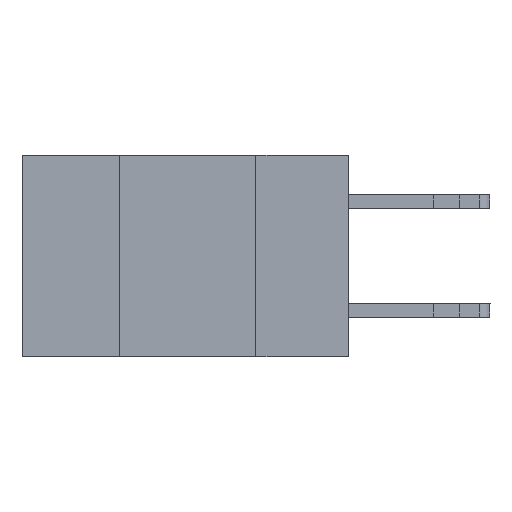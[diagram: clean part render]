
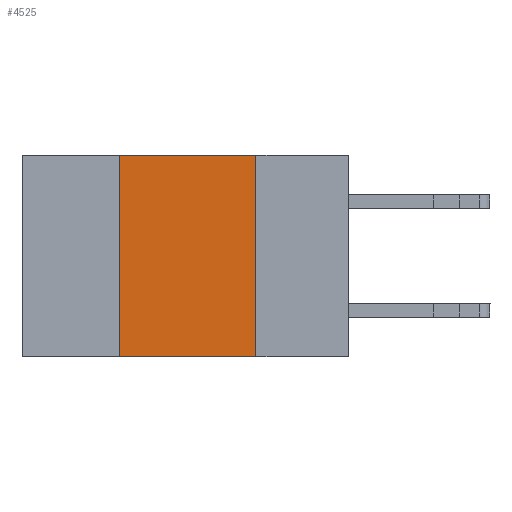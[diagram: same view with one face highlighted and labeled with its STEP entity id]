
A CAD part, left-side view. The second image highlights one B-rep face of the part: STEP entity #4525.
In plain terms, the highlighted planar face has unit normal (-1, 0, 0).
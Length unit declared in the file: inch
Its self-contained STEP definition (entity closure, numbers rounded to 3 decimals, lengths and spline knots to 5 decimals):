
#304 = ORIENTED_EDGE ( 'NONE', *, *, #8111, .F. ) ;
#319 = EDGE_CURVE ( 'NONE', #7464, #4972, #6245, .T. ) ;
#514 = ORIENTED_EDGE ( 'NONE', *, *, #8470, .F. ) ;
#583 = DIRECTION ( 'NONE',  ( 0., 0., -1. ) ) ;
#589 = DIRECTION ( 'NONE',  ( 1., 0., 0. ) ) ;
#651 = CARTESIAN_POINT ( 'NONE',  ( 0., 0.6, 0. ) ) ;
#672 = PLANE ( 'NONE',  #12485 ) ;
#1406 = CARTESIAN_POINT ( 'NONE',  ( 0., 0.42, 0. ) ) ;
#1603 = CARTESIAN_POINT ( 'NONE',  ( 0., 0.6, 0. ) ) ;
#1774 = DIRECTION ( 'NONE',  ( 0., -1., 0. ) ) ;
#4423 = EDGE_CURVE ( 'NONE', #4794, #6750, #7926, .T. ) ;
#4525 = ADVANCED_FACE ( 'NONE', ( #11663 ), #672, .F. ) ;
#4794 = VERTEX_POINT ( 'NONE', #1406 ) ;
#4915 = ORIENTED_EDGE ( 'NONE', *, *, #4423, .F. ) ;
#4972 = VERTEX_POINT ( 'NONE', #11016 ) ;
#5934 = VECTOR ( 'NONE', #10851, 39.37008 ) ;
#6245 = LINE ( 'NONE', #9221, #5934 ) ;
#6443 = VECTOR ( 'NONE', #11025, 39.37008 ) ;
#6746 = LINE ( 'NONE', #11053, #6443 ) ;
#6750 = VERTEX_POINT ( 'NONE', #11617 ) ;
#7464 = VERTEX_POINT ( 'NONE', #11828 ) ;
#7577 = EDGE_LOOP ( 'NONE', ( #304, #4915, #514, #8155 ) ) ;
#7926 = LINE ( 'NONE', #1603, #10389 ) ;
#8111 = EDGE_CURVE ( 'NONE', #6750, #4972, #6746, .T. ) ;
#8150 = DIRECTION ( 'NONE',  ( 0., 0., 1. ) ) ;
#8155 = ORIENTED_EDGE ( 'NONE', *, *, #319, .T. ) ;
#8205 = CARTESIAN_POINT ( 'NONE',  ( 0., 0.42, -0.37 ) ) ;
#8260 = VECTOR ( 'NONE', #8150, 39.37008 ) ;
#8470 = EDGE_CURVE ( 'NONE', #7464, #4794, #12852, .T. ) ;
#9221 = CARTESIAN_POINT ( 'NONE',  ( 0., 0.6, -0.37 ) ) ;
#10389 = VECTOR ( 'NONE', #1774, 39.37008 ) ;
#10851 = DIRECTION ( 'NONE',  ( 0., -1., 0. ) ) ;
#11016 = CARTESIAN_POINT ( 'NONE',  ( 0., 0.17, -0.37 ) ) ;
#11025 = DIRECTION ( 'NONE',  ( 0., 0., -1. ) ) ;
#11053 = CARTESIAN_POINT ( 'NONE',  ( 0., 0.17, -0.37 ) ) ;
#11617 = CARTESIAN_POINT ( 'NONE',  ( 0., 0.17, 0. ) ) ;
#11663 = FACE_OUTER_BOUND ( 'NONE', #7577, .T. ) ;
#11828 = CARTESIAN_POINT ( 'NONE',  ( 0., 0.42, -0.37 ) ) ;
#12485 = AXIS2_PLACEMENT_3D ( 'NONE', #651, #589, #583 ) ;
#12852 = LINE ( 'NONE', #8205, #8260 ) ;
